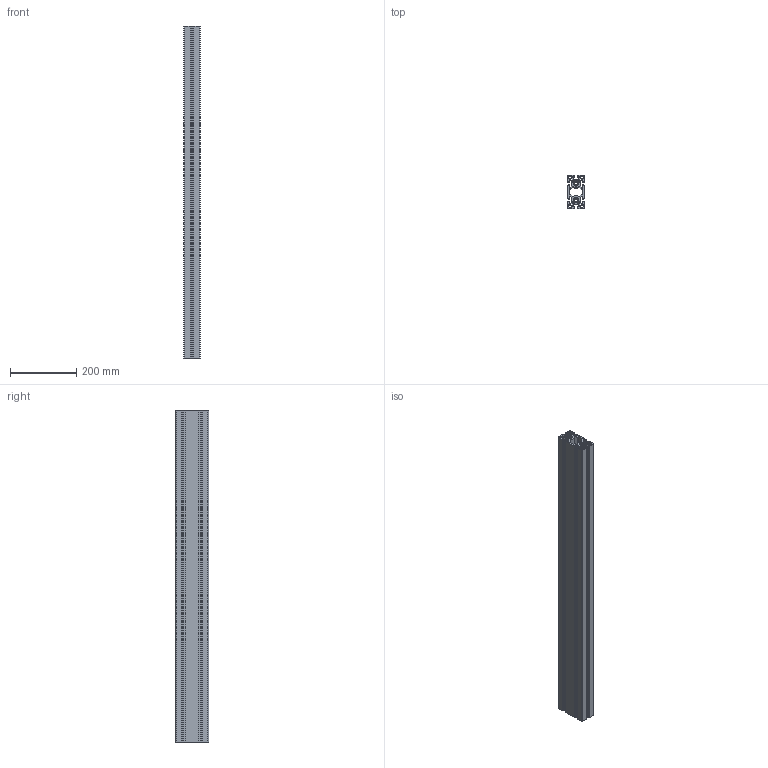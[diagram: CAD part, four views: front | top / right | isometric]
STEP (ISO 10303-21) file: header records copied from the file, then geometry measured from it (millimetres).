
FILE_DESCRIPTION (( 'STEP AP203' ), '1' );
FILE_NAME ('ALF-50100-8W.step', '2024-08-07T10:26:21', ( '' ), ( '' ), 'SwSTEP 2.0', 'SolidWorks 2022', '' );
FILE_SCHEMA (( 'CONFIG_CONTROL_DESIGN' ));
Length unit declared in the file: millimetre
Products named in the file (1): ALF-50100-8W
Bounding box: 50 x 100 x 1000 mm (x, y, z)
Volume: 2055793.1 mm3; surface area: 1134290 mm2
Topology: 1 solids, 1 shells, 308 faces, 918 edges, 612 vertices
Faces by surface type: plane 166, cylinder 142
Entity records: 10511 total; most frequent: CARTESIAN_POINT 1839, ORIENTED_EDGE 1836, DIRECTION 1820, EDGE_CURVE 918, VECTOR 634, LINE 634, VERTEX_POINT 612, AXIS2_PLACEMENT_3D 593
